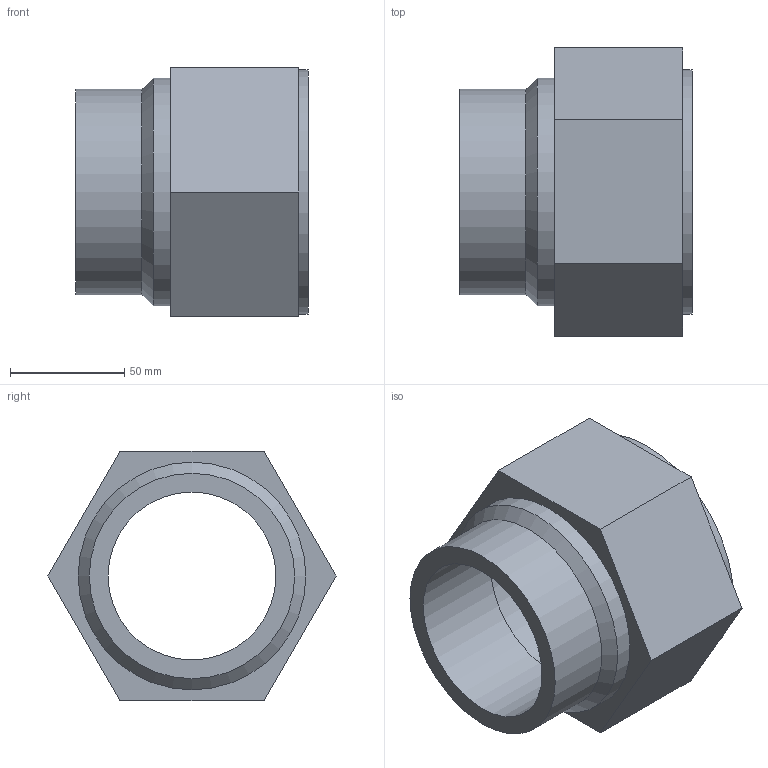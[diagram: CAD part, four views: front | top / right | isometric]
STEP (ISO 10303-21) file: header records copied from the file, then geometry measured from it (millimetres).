
FILE_DESCRIPTION (( 'STEP AP203' ), '1' );
FILE_NAME ('581153030.STEP', '2017-07-28T15:41:58', ( '' ), ( '' ), 'SwSTEP 2.0', 'SolidWorks 2017', '' );
FILE_SCHEMA (( 'CONFIG_CONTROL_DESIGN' ));
Length unit declared in the file: inch
Products named in the file (1): 581153030
Bounding box: 101.6 x 126.12 x 109.22 mm (x, y, z)
Volume: 366389.9 mm3; surface area: 70991.4 mm2
Topology: 1 solids, 1 shells, 19 faces, 40 edges, 26 vertices
Faces by surface type: plane 11, cylinder 5, cone 3
Full cylindrical faces by diameter (mm): 73.508 x1, 82.144 x1, 89.916 x1, 99.706 x1, 107.122 x1
Entity records: 535 total; most frequent: DIRECTION 82, CARTESIAN_POINT 74, ORIENTED_EDGE 60, EDGE_LOOP 32, AXIS2_PLACEMENT_3D 32, EDGE_CURVE 30, VERTEX_POINT 24, FACE_OUTER_BOUND 24
